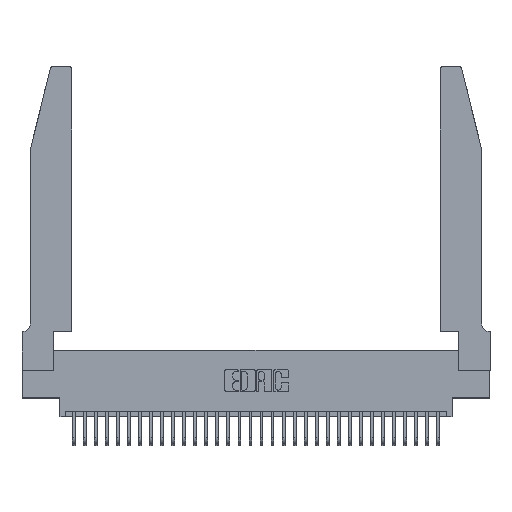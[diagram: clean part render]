
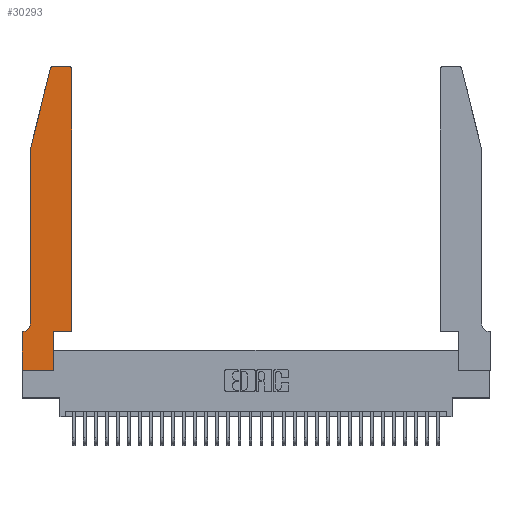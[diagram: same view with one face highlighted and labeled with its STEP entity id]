
A CAD part, top view. The second image highlights one B-rep face of the part: STEP entity #30293.
In plain terms, the highlighted planar face has unit normal (0, 0, 1).
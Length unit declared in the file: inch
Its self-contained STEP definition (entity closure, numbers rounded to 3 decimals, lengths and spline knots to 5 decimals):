
#24 = CARTESIAN_POINT ( 'NONE',  ( 0.2865, 0., 0.37 ) ) ;
#115 = AXIS2_PLACEMENT_3D ( 'NONE', #7751, #24854, #10216 ) ;
#313 = ORIENTED_EDGE ( 'NONE', *, *, #16235, .T. ) ;
#334 = CARTESIAN_POINT ( 'NONE',  ( 0.0755, 0.42, 0.37 ) ) ;
#639 = VERTEX_POINT ( 'NONE', #23937 ) ;
#935 = EDGE_CURVE ( 'NONE', #8160, #6771, #2527, .T. ) ;
#938 = EDGE_CURVE ( 'NONE', #21201, #3480, #1721, .T. ) ;
#1108 = DIRECTION ( 'NONE',  ( -1., 0., 0. ) ) ;
#1606 = DIRECTION ( 'NONE',  ( 0., 0., -1. ) ) ;
#1638 = ORIENTED_EDGE ( 'NONE', *, *, #6161, .T. ) ;
#1672 = DIRECTION ( 'NONE',  ( 0., 0., 1. ) ) ;
#1721 = LINE ( 'NONE', #28386, #26995 ) ;
#2088 = ORIENTED_EDGE ( 'NONE', *, *, #938, .T. ) ;
#2527 = LINE ( 'NONE', #23828, #14000 ) ;
#2644 = VECTOR ( 'NONE', #11924, 39.37008 ) ;
#2977 = VECTOR ( 'NONE', #23984, 39.37008 ) ;
#3480 = VERTEX_POINT ( 'NONE', #13287 ) ;
#3654 = VERTEX_POINT ( 'NONE', #26224 ) ;
#4430 = EDGE_CURVE ( 'NONE', #27711, #16714, #4604, .T. ) ;
#4604 = LINE ( 'NONE', #19513, #29767 ) ;
#5099 = AXIS2_PLACEMENT_3D ( 'NONE', #16302, #1606, #18812 ) ;
#5753 = CARTESIAN_POINT ( 'NONE',  ( 0.4505, 0.35, 0.37 ) ) ;
#5920 = CARTESIAN_POINT ( 'NONE',  ( 0., 0., 0.37 ) ) ;
#6161 = EDGE_CURVE ( 'NONE', #23981, #29636, #12165, .T. ) ;
#6771 = VERTEX_POINT ( 'NONE', #20877 ) ;
#6996 = CARTESIAN_POINT ( 'NONE',  ( 0., 0.35, 0.37 ) ) ;
#7063 = ORIENTED_EDGE ( 'NONE', *, *, #935, .T. ) ;
#7416 = EDGE_CURVE ( 'NONE', #19471, #3654, #15502, .T. ) ;
#7751 = CARTESIAN_POINT ( 'NONE',  ( 0.4205, 2.72, 0.37 ) ) ;
#8160 = VERTEX_POINT ( 'NONE', #24 ) ;
#9374 = CIRCLE ( 'NONE', #115, 0.03 ) ;
#9394 = DIRECTION ( 'NONE',  ( 0., -1., 0. ) ) ;
#9424 = PLANE ( 'NONE',  #31008 ) ;
#10216 = DIRECTION ( 'NONE',  ( 1., 0., 0. ) ) ;
#10332 = LINE ( 'NONE', #19514, #17632 ) ;
#11076 = EDGE_CURVE ( 'NONE', #16714, #8160, #27226, .T. ) ;
#11631 = CIRCLE ( 'NONE', #27173, 0.03 ) ;
#11803 = CARTESIAN_POINT ( 'NONE',  ( 0.4505, 0.35, 0.37 ) ) ;
#11857 = CARTESIAN_POINT ( 'NONE',  ( 0.0755, 2., 0.37 ) ) ;
#11887 = DIRECTION ( 'NONE',  ( 1., 0., 0. ) ) ;
#11924 = DIRECTION ( 'NONE',  ( -0.239, -0.971, 0. ) ) ;
#12073 = DIRECTION ( 'NONE',  ( -1., 0., 0. ) ) ;
#12165 = CIRCLE ( 'NONE', #5099, 0.07 ) ;
#13175 = EDGE_LOOP ( 'NONE', ( #27140, #16852, #15655, #313, #1638, #29140, #27178, #19754, #7063, #19218, #2088, #13564 ) ) ;
#13287 = CARTESIAN_POINT ( 'NONE',  ( 0.4505, 2.72, 0.37 ) ) ;
#13564 = ORIENTED_EDGE ( 'NONE', *, *, #17381, .T. ) ;
#14000 = VECTOR ( 'NONE', #25524, 39.37008 ) ;
#14624 = CARTESIAN_POINT ( 'NONE',  ( 0.0755, 2., 0.37 ) ) ;
#15502 = LINE ( 'NONE', #25625, #21259 ) ;
#15655 = ORIENTED_EDGE ( 'NONE', *, *, #29694, .T. ) ;
#15995 = LINE ( 'NONE', #11803, #2977 ) ;
#16235 = EDGE_CURVE ( 'NONE', #27396, #23981, #16253, .T. ) ;
#16253 = LINE ( 'NONE', #11857, #21987 ) ;
#16302 = CARTESIAN_POINT ( 'NONE',  ( 0.0055, 0.42, 0.37 ) ) ;
#16371 = CARTESIAN_POINT ( 'NONE',  ( 0.284, 2.72, 0.37 ) ) ;
#16421 = EDGE_CURVE ( 'NONE', #3654, #639, #11631, .T. ) ;
#16714 = VERTEX_POINT ( 'NONE', #19925 ) ;
#16852 = ORIENTED_EDGE ( 'NONE', *, *, #16421, .T. ) ;
#17381 = EDGE_CURVE ( 'NONE', #3480, #19471, #9374, .T. ) ;
#17632 = VECTOR ( 'NONE', #12073, 39.37008 ) ;
#18812 = DIRECTION ( 'NONE',  ( -1., 0., 0. ) ) ;
#18877 = DIRECTION ( 'NONE',  ( 1., 0., 0. ) ) ;
#19218 = ORIENTED_EDGE ( 'NONE', *, *, #21532, .T. ) ;
#19265 = CARTESIAN_POINT ( 'NONE',  ( 0.0755, 2., 0.37 ) ) ;
#19471 = VERTEX_POINT ( 'NONE', #25942 ) ;
#19513 = CARTESIAN_POINT ( 'NONE',  ( 0., 0., 0.37 ) ) ;
#19514 = CARTESIAN_POINT ( 'NONE',  ( 0.0755, 0.35, 0.37 ) ) ;
#19754 = ORIENTED_EDGE ( 'NONE', *, *, #11076, .T. ) ;
#19925 = CARTESIAN_POINT ( 'NONE',  ( 0., 0., 0.37 ) ) ;
#20769 = VECTOR ( 'NONE', #23008, 39.37008 ) ;
#20870 = DIRECTION ( 'NONE',  ( 0., 1., 0. ) ) ;
#20877 = CARTESIAN_POINT ( 'NONE',  ( 0.2865, 0.35, 0.37 ) ) ;
#21201 = VERTEX_POINT ( 'NONE', #5753 ) ;
#21259 = VECTOR ( 'NONE', #1108, 39.37008 ) ;
#21532 = EDGE_CURVE ( 'NONE', #6771, #21201, #15995, .T. ) ;
#21987 = VECTOR ( 'NONE', #9394, 39.37008 ) ;
#22926 = LINE ( 'NONE', #19265, #2644 ) ;
#23008 = DIRECTION ( 'NONE',  ( 1., 0., 0. ) ) ;
#23115 = CARTESIAN_POINT ( 'NONE',  ( 0., 0.35, 0.37 ) ) ;
#23256 = FACE_OUTER_BOUND ( 'NONE', #13175, .T. ) ;
#23828 = CARTESIAN_POINT ( 'NONE',  ( 0.2865, 0.35, 0.37 ) ) ;
#23937 = CARTESIAN_POINT ( 'NONE',  ( 0.25487, 2.72718, 0.37 ) ) ;
#23981 = VERTEX_POINT ( 'NONE', #334 ) ;
#23984 = DIRECTION ( 'NONE',  ( 1., 0., 0. ) ) ;
#24357 = DIRECTION ( 'NONE',  ( 0., -1., 0. ) ) ;
#24854 = DIRECTION ( 'NONE',  ( 0., 0., 1. ) ) ;
#25524 = DIRECTION ( 'NONE',  ( 0., 1., 0. ) ) ;
#25625 = CARTESIAN_POINT ( 'NONE',  ( 0.2605, 2.75, 0.37 ) ) ;
#25942 = CARTESIAN_POINT ( 'NONE',  ( 0.4205, 2.75, 0.37 ) ) ;
#26224 = CARTESIAN_POINT ( 'NONE',  ( 0.284, 2.75, 0.37 ) ) ;
#26261 = CARTESIAN_POINT ( 'NONE',  ( 0.0055, 0.35, 0.37 ) ) ;
#26533 = DIRECTION ( 'NONE',  ( 0., 0., 1. ) ) ;
#26995 = VECTOR ( 'NONE', #20870, 39.37008 ) ;
#27140 = ORIENTED_EDGE ( 'NONE', *, *, #7416, .T. ) ;
#27173 = AXIS2_PLACEMENT_3D ( 'NONE', #16371, #1672, #18877 ) ;
#27178 = ORIENTED_EDGE ( 'NONE', *, *, #4430, .T. ) ;
#27226 = LINE ( 'NONE', #5920, #20769 ) ;
#27396 = VERTEX_POINT ( 'NONE', #14624 ) ;
#27711 = VERTEX_POINT ( 'NONE', #23115 ) ;
#28386 = CARTESIAN_POINT ( 'NONE',  ( 0.4505, 0.35, 0.37 ) ) ;
#29140 = ORIENTED_EDGE ( 'NONE', *, *, #29173, .T. ) ;
#29173 = EDGE_CURVE ( 'NONE', #29636, #27711, #10332, .T. ) ;
#29636 = VERTEX_POINT ( 'NONE', #26261 ) ;
#29694 = EDGE_CURVE ( 'NONE', #639, #27396, #22926, .T. ) ;
#29767 = VECTOR ( 'NONE', #24357, 39.37008 ) ;
#30293 = ADVANCED_FACE ( 'NONE', ( #23256 ), #9424, .T. ) ;
#31008 = AXIS2_PLACEMENT_3D ( 'NONE', #6996, #26533, #11887 ) ;
